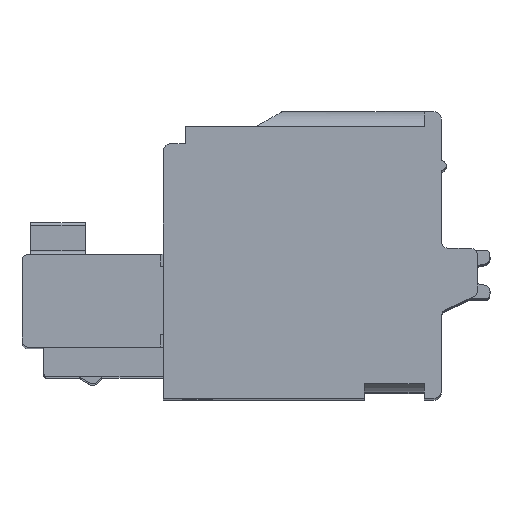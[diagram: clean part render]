
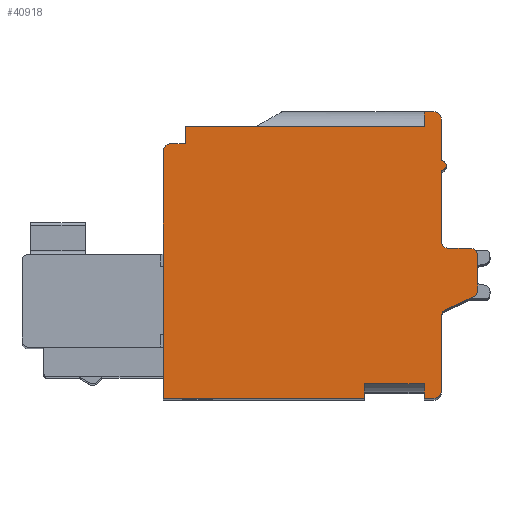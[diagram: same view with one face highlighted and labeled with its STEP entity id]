
A CAD part, top view. The second image highlights one B-rep face of the part: STEP entity #40918.
In plain terms, the highlighted planar face has unit normal (0, 0, 1).
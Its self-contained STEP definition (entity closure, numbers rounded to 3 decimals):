
#3391=DIRECTION('',(0.,-1.,0.));
#3392=VECTOR('',#3391,0.7);
#3393=CARTESIAN_POINT('',(-9.8,11.15,22.5));
#3394=LINE('',#3393,#3392);
#3499=DIRECTION('',(-1.,0.,0.));
#3500=VECTOR('',#3499,9.8);
#3501=CARTESIAN_POINT('',(0.,11.15,22.5));
#3502=LINE('',#3501,#3500);
#4658=CARTESIAN_POINT('',(0.7,9.55,22.5));
#4659=DIRECTION('',(0.,0.,1.));
#4660=DIRECTION('',(0.,-1.,0.));
#4661=AXIS2_PLACEMENT_3D('',#4658,#4659,#4660);
#4812=DIRECTION('',(0.,1.,0.));
#4813=VECTOR('',#4812,2.9);
#4814=CARTESIAN_POINT('',(0.7,6.45,22.5));
#4815=LINE('',#4814,#4813);
#5154=DIRECTION('',(0.,1.,0.));
#5155=VECTOR('',#5154,3.059);
#5156=CARTESIAN_POINT('',(0.7,0.3,22.5));
#5157=LINE('',#5156,#5155);
#7469=DIRECTION('',(0.,-1.,0.));
#7470=VECTOR('',#7469,0.6);
#7471=CARTESIAN_POINT('',(0.,0.6,22.5));
#7472=LINE('',#7471,#7470);
#9852=DIRECTION('',(0.,1.,0.));
#9853=VECTOR('',#9852,10.15);
#9854=CARTESIAN_POINT('',(-10.7,0.,22.5));
#9855=LINE('',#9854,#9853);
#9856=CARTESIAN_POINT('',(-10.4,10.15,22.5));
#9857=DIRECTION('',(0.,0.,-1.));
#9858=DIRECTION('',(-1.,0.,0.));
#9859=AXIS2_PLACEMENT_3D('',#9856,#9857,#9858);
#9861=DIRECTION('',(1.,0.,0.));
#9862=VECTOR('',#9861,0.6);
#9863=CARTESIAN_POINT('',(-10.4,10.45,22.5));
#9864=LINE('',#9863,#9862);
#9865=DIRECTION('',(1.,0.,0.));
#9866=VECTOR('',#9865,0.4);
#9867=CARTESIAN_POINT('',(0.,11.75,22.5));
#9868=LINE('',#9867,#9866);
#9869=CARTESIAN_POINT('',(0.4,11.45,22.5));
#9870=DIRECTION('',(0.,0.,-1.));
#9871=DIRECTION('',(0.,1.,0.));
#9872=AXIS2_PLACEMENT_3D('',#9869,#9870,#9871);
#9874=DIRECTION('',(0.,-1.,0.));
#9875=VECTOR('',#9874,1.7);
#9876=CARTESIAN_POINT('',(0.7,11.45,22.5));
#9877=LINE('',#9876,#9875);
#9878=CARTESIAN_POINT('',(1.,6.45,22.5));
#9879=DIRECTION('',(0.,0.,1.));
#9880=DIRECTION('',(-1.,0.,0.));
#9881=AXIS2_PLACEMENT_3D('',#9878,#9879,#9880);
#9883=DIRECTION('',(1.,0.,0.));
#9884=VECTOR('',#9883,0.9);
#9885=CARTESIAN_POINT('',(1.,6.15,22.5));
#9886=LINE('',#9885,#9884);
#9887=CARTESIAN_POINT('',(1.9,5.85,22.5));
#9888=DIRECTION('',(0.,0.,-1.));
#9889=DIRECTION('',(0.,1.,0.));
#9890=AXIS2_PLACEMENT_3D('',#9887,#9888,#9889);
#9892=DIRECTION('',(0.,-1.,0.));
#9893=VECTOR('',#9892,1.409);
#9894=CARTESIAN_POINT('',(2.2,5.85,22.5));
#9895=LINE('',#9894,#9893);
#9896=CARTESIAN_POINT('',(1.9,4.441,22.5));
#9897=DIRECTION('',(0.,0.,-1.));
#9898=DIRECTION('',(1.,0.,0.));
#9899=AXIS2_PLACEMENT_3D('',#9896,#9897,#9898);
#9901=DIRECTION('',(-0.906,-0.423,0.));
#9902=VECTOR('',#9901,1.273);
#9903=CARTESIAN_POINT('',(2.027,4.169,22.5));
#9904=LINE('',#9903,#9902);
#9905=CARTESIAN_POINT('',(1.,3.359,22.5));
#9906=DIRECTION('',(0.,0.,1.));
#9907=DIRECTION('',(-0.423,0.906,0.));
#9908=AXIS2_PLACEMENT_3D('',#9905,#9906,#9907);
#9910=CARTESIAN_POINT('',(0.4,0.3,22.5));
#9911=DIRECTION('',(0.,0.,-1.));
#9912=DIRECTION('',(1.,0.,0.));
#9913=AXIS2_PLACEMENT_3D('',#9910,#9911,#9912);
#9915=DIRECTION('',(-1.,0.,0.));
#9916=VECTOR('',#9915,0.4);
#9917=CARTESIAN_POINT('',(0.4,0.,22.5));
#9918=LINE('',#9917,#9916);
#9919=DIRECTION('',(0.,-1.,0.));
#9920=VECTOR('',#9919,0.6);
#9921=CARTESIAN_POINT('',(-2.45,0.6,22.5));
#9922=LINE('',#9921,#9920);
#9923=DIRECTION('',(-1.,0.,0.));
#9924=VECTOR('',#9923,8.25);
#9925=CARTESIAN_POINT('',(-2.45,0.,22.5));
#9926=LINE('',#9925,#9924);
#9940=DIRECTION('',(0.,-1.,0.));
#9941=VECTOR('',#9940,0.6);
#9942=CARTESIAN_POINT('',(0.,11.75,22.5));
#9943=LINE('',#9942,#9941);
#10274=DIRECTION('',(1.,0.,0.));
#10275=VECTOR('',#10274,2.45);
#10276=CARTESIAN_POINT('',(-2.45,0.6,22.5));
#10277=LINE('',#10276,#10275);
#27534=CARTESIAN_POINT('',(-2.45,0.,22.5));
#27535=CARTESIAN_POINT('',(-10.7,0.,22.5));
#27536=VERTEX_POINT('',#27534);
#27537=VERTEX_POINT('',#27535);
#27590=CARTESIAN_POINT('',(-10.7,10.15,22.5));
#27591=VERTEX_POINT('',#27590);
#27732=CARTESIAN_POINT('',(-9.8,11.15,22.5));
#27733=CARTESIAN_POINT('',(-9.8,10.45,22.5));
#27734=VERTEX_POINT('',#27732);
#27735=VERTEX_POINT('',#27733);
#27752=CARTESIAN_POINT('',(0.,11.15,22.5));
#27753=VERTEX_POINT('',#27752);
#27772=CARTESIAN_POINT('',(0.,11.75,22.5));
#27773=CARTESIAN_POINT('',(0.4,11.75,22.5));
#27774=VERTEX_POINT('',#27772);
#27775=VERTEX_POINT('',#27773);
#27776=CARTESIAN_POINT('',(0.7,11.45,22.5));
#27777=VERTEX_POINT('',#27776);
#27786=CARTESIAN_POINT('',(0.7,9.75,22.5));
#27787=VERTEX_POINT('',#27786);
#27796=CARTESIAN_POINT('',(0.7,6.45,22.5));
#27797=VERTEX_POINT('',#27796);
#27798=CARTESIAN_POINT('',(0.7,9.35,22.5));
#27799=VERTEX_POINT('',#27798);
#27814=CARTESIAN_POINT('',(0.7,0.3,22.5));
#27815=CARTESIAN_POINT('',(0.7,3.359,22.5));
#27816=VERTEX_POINT('',#27814);
#27817=VERTEX_POINT('',#27815);
#27852=CARTESIAN_POINT('',(0.4,0.,22.5));
#27853=VERTEX_POINT('',#27852);
#27854=CARTESIAN_POINT('',(0.,0.,22.5));
#27855=VERTEX_POINT('',#27854);
#27857=CARTESIAN_POINT('',(0.,0.6,22.5));
#27859=VERTEX_POINT('',#27857);
#27864=CARTESIAN_POINT('',(-2.45,0.6,22.5));
#27865=VERTEX_POINT('',#27864);
#27868=CARTESIAN_POINT('',(-10.4,10.45,22.5));
#27869=VERTEX_POINT('',#27868);
#27870=CARTESIAN_POINT('',(1.,6.15,22.5));
#27871=VERTEX_POINT('',#27870);
#27872=CARTESIAN_POINT('',(1.9,6.15,22.5));
#27873=VERTEX_POINT('',#27872);
#27874=CARTESIAN_POINT('',(2.2,5.85,22.5));
#27875=VERTEX_POINT('',#27874);
#27876=CARTESIAN_POINT('',(2.2,4.441,22.5));
#27877=VERTEX_POINT('',#27876);
#27878=CARTESIAN_POINT('',(2.027,4.169,22.5));
#27879=VERTEX_POINT('',#27878);
#27880=CARTESIAN_POINT('',(0.873,3.631,22.5));
#27881=VERTEX_POINT('',#27880);
#40876=CARTESIAN_POINT('',(-1.384,8.507,22.5));
#40877=DIRECTION('',(0.,0.,1.));
#40878=DIRECTION('',(1.,0.,0.));
#40879=AXIS2_PLACEMENT_3D('',#40876,#40877,#40878);
#40880=PLANE('',#40879);
#40881=ORIENTED_EDGE('',*,*,#40253,.T.);
#40883=ORIENTED_EDGE('',*,*,#40882,.T.);
#40884=ORIENTED_EDGE('',*,*,#40869,.T.);
#40885=ORIENTED_EDGE('',*,*,#32810,.F.);
#40886=ORIENTED_EDGE('',*,*,#32973,.F.);
#40888=ORIENTED_EDGE('',*,*,#40887,.F.);
#40889=ORIENTED_EDGE('',*,*,#34457,.T.);
#40890=ORIENTED_EDGE('',*,*,#34506,.T.);
#40891=ORIENTED_EDGE('',*,*,#34529,.T.);
#40892=ORIENTED_EDGE('',*,*,#34672,.F.);
#40893=ORIENTED_EDGE('',*,*,#34746,.F.);
#40895=ORIENTED_EDGE('',*,*,#40894,.T.);
#40897=ORIENTED_EDGE('',*,*,#40896,.T.);
#40899=ORIENTED_EDGE('',*,*,#40898,.T.);
#40901=ORIENTED_EDGE('',*,*,#40900,.T.);
#40903=ORIENTED_EDGE('',*,*,#40902,.T.);
#40905=ORIENTED_EDGE('',*,*,#40904,.T.);
#40907=ORIENTED_EDGE('',*,*,#40906,.T.);
#40908=ORIENTED_EDGE('',*,*,#34994,.F.);
#40909=ORIENTED_EDGE('',*,*,#37525,.T.);
#40910=ORIENTED_EDGE('',*,*,#37540,.T.);
#40911=ORIENTED_EDGE('',*,*,#37559,.F.);
#40913=ORIENTED_EDGE('',*,*,#40912,.F.);
#40914=ORIENTED_EDGE('',*,*,#37653,.T.);
#40915=ORIENTED_EDGE('',*,*,#37736,.T.);
#40916=EDGE_LOOP('',(#40881,#40883,#40884,#40885,#40886,#40888,#40889,#40890,
#40891,#40892,#40893,#40895,#40897,#40899,#40901,#40903,#40905,#40907,#40908,
#40909,#40910,#40911,#40913,#40914,#40915));
#40917=FACE_OUTER_BOUND('',#40916,.F.);
#4662=CIRCLE('',#4661,0.2);
#9860=CIRCLE('',#9859,0.3);
#9873=CIRCLE('',#9872,0.3);
#9882=CIRCLE('',#9881,0.3);
#9891=CIRCLE('',#9890,0.3);
#9900=CIRCLE('',#9899,0.3);
#9909=CIRCLE('',#9908,0.3);
#9914=CIRCLE('',#9913,0.3);
#32810=EDGE_CURVE('',#27734,#27735,#3394,.T.);
#32973=EDGE_CURVE('',#27753,#27734,#3502,.T.);
#34457=EDGE_CURVE('',#27774,#27775,#9868,.T.);
#34506=EDGE_CURVE('',#27775,#27777,#9873,.T.);
#34529=EDGE_CURVE('',#27777,#27787,#9877,.T.);
#34672=EDGE_CURVE('',#27799,#27787,#4662,.T.);
#34746=EDGE_CURVE('',#27797,#27799,#4815,.T.);
#34994=EDGE_CURVE('',#27816,#27817,#5157,.T.);
#37525=EDGE_CURVE('',#27816,#27853,#9914,.T.);
#37540=EDGE_CURVE('',#27853,#27855,#9918,.T.);
#37559=EDGE_CURVE('',#27859,#27855,#7472,.T.);
#37653=EDGE_CURVE('',#27865,#27536,#9922,.T.);
#37736=EDGE_CURVE('',#27536,#27537,#9926,.T.);
#40253=EDGE_CURVE('',#27537,#27591,#9855,.T.);
#40869=EDGE_CURVE('',#27869,#27735,#9864,.T.);
#40882=EDGE_CURVE('',#27591,#27869,#9860,.T.);
#40887=EDGE_CURVE('',#27774,#27753,#9943,.T.);
#40894=EDGE_CURVE('',#27797,#27871,#9882,.T.);
#40896=EDGE_CURVE('',#27871,#27873,#9886,.T.);
#40898=EDGE_CURVE('',#27873,#27875,#9891,.T.);
#40900=EDGE_CURVE('',#27875,#27877,#9895,.T.);
#40902=EDGE_CURVE('',#27877,#27879,#9900,.T.);
#40904=EDGE_CURVE('',#27879,#27881,#9904,.T.);
#40906=EDGE_CURVE('',#27881,#27817,#9909,.T.);
#40912=EDGE_CURVE('',#27865,#27859,#10277,.T.);
#40918=ADVANCED_FACE('',(#40917),#40880,.T.);
